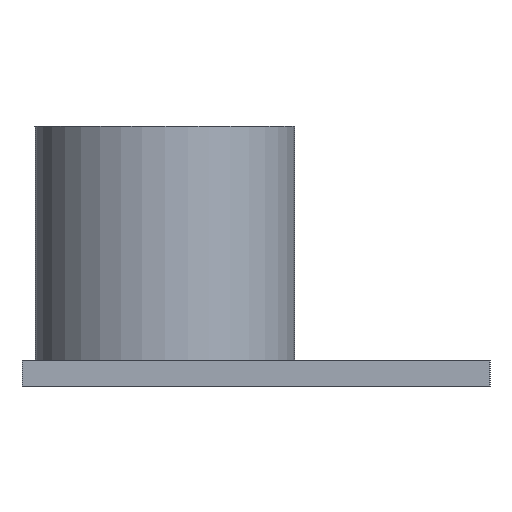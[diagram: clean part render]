
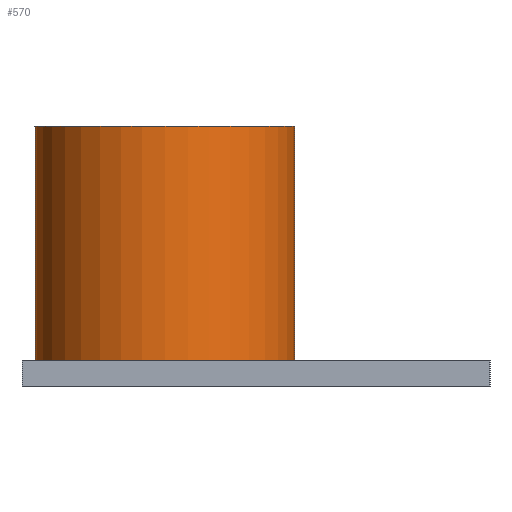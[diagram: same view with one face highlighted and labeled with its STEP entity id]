
A CAD part, left-side view. The second image highlights one B-rep face of the part: STEP entity #570.
In plain terms, the highlighted cylindrical face has radius 5 mm (diameter 10 mm), a full revolution.
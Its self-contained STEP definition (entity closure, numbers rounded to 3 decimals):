
#208 = VERTEX_POINT('',#209);
#209 = CARTESIAN_POINT('',(0.,3.5,1.));
#267 = EDGE_CURVE('',#208,#208,#268,.T.);
#268 = CIRCLE('',#269,5.);
#269 = AXIS2_PLACEMENT_3D('',#270,#271,#272);
#270 = CARTESIAN_POINT('',(-5.,3.5,1.));
#271 = DIRECTION('',(0.,0.,1.));
#272 = DIRECTION('',(1.,0.,0.));
#500 = VERTEX_POINT('',#501);
#501 = CARTESIAN_POINT('',(0.,3.5,10.));
#570 = ADVANCED_FACE('',(#571),#588,.T.);
#571 = FACE_BOUND('',#572,.F.);
#572 = EDGE_LOOP('',(#573,#579,#586,#587));
#573 = ORIENTED_EDGE('',*,*,#574,.T.);
#574 = EDGE_CURVE('',#208,#500,#575,.T.);
#575 = LINE('',#576,#577);
#576 = CARTESIAN_POINT('',(0.,3.5,1.));
#577 = VECTOR('',#578,1.);
#578 = DIRECTION('',(0.,0.,1.));
#579 = ORIENTED_EDGE('',*,*,#580,.T.);
#580 = EDGE_CURVE('',#500,#500,#581,.T.);
#581 = CIRCLE('',#582,5.);
#582 = AXIS2_PLACEMENT_3D('',#583,#584,#585);
#583 = CARTESIAN_POINT('',(-5.,3.5,10.));
#584 = DIRECTION('',(0.,0.,1.));
#585 = DIRECTION('',(1.,0.,0.));
#586 = ORIENTED_EDGE('',*,*,#574,.F.);
#587 = ORIENTED_EDGE('',*,*,#267,.F.);
#588 = CYLINDRICAL_SURFACE('',#589,5.);
#589 = AXIS2_PLACEMENT_3D('',#590,#591,#592);
#590 = CARTESIAN_POINT('',(-5.,3.5,1.));
#591 = DIRECTION('',(-0.,-0.,-1.));
#592 = DIRECTION('',(1.,0.,0.));
